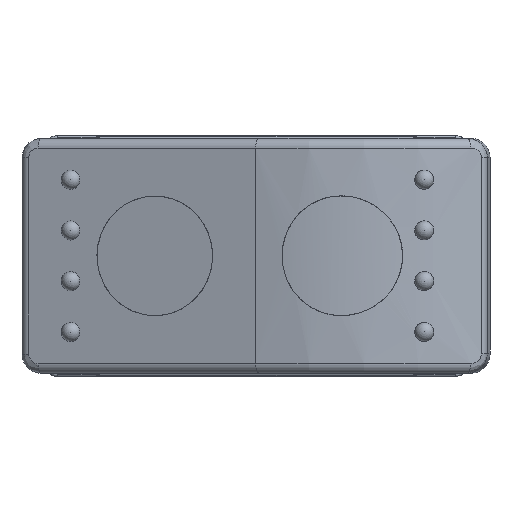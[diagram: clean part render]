
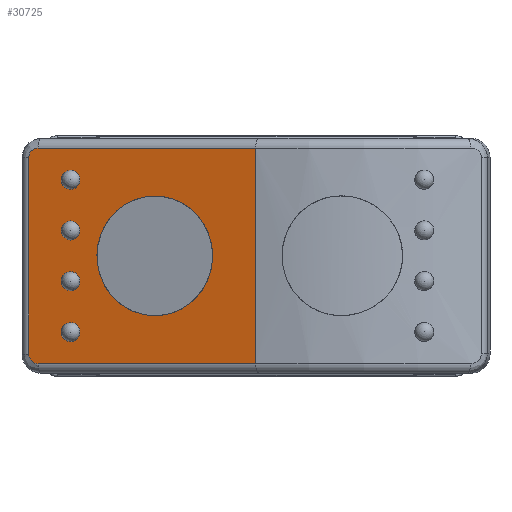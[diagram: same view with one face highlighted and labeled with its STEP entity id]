
A CAD part, top view. The second image highlights one B-rep face of the part: STEP entity #30725.
In plain terms, the highlighted planar face has unit normal (-0.294, 0, 0.956).
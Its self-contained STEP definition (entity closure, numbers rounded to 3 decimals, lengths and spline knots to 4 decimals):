
#235=ELLIPSE('',#32697,0.6313,0.625);
#239=ELLIPSE('',#32750,0.101,0.1);
#242=ELLIPSE('',#32758,0.101,0.1);
#497=FACE_BOUND('',#9918,.T.);
#498=FACE_BOUND('',#9919,.T.);
#499=FACE_BOUND('',#9920,.T.);
#500=FACE_BOUND('',#9921,.T.);
#501=FACE_BOUND('',#9922,.T.);
#743=PLANE('',#32787);
#1895=LINE('',#45531,#4853);
#1919=LINE('',#45787,#4877);
#1921=LINE('',#45823,#4879);
#1922=LINE('',#45825,#4880);
#4853=VECTOR('',#36063,1.);
#4877=VECTOR('',#36181,1.);
#4879=VECTOR('',#36195,1.);
#4880=VECTOR('',#36198,1.);
#8171=FACE_OUTER_BOUND('',#9917,.T.);
#9917=EDGE_LOOP('',(#22346,#22347,#22348,#22349,#22350,#22351));
#9918=EDGE_LOOP('',(#22352));
#9919=EDGE_LOOP('',(#22353));
#9920=EDGE_LOOP('',(#22354));
#9921=EDGE_LOOP('',(#22355));
#9922=EDGE_LOOP('',(#22356));
#11615=CIRCLE('',#32712,0.1);
#11617=CIRCLE('',#32715,0.1);
#11619=CIRCLE('',#32718,0.1);
#11621=CIRCLE('',#32721,0.1);
#13385=VERTEX_POINT('',#45290);
#13401=VERTEX_POINT('',#45528);
#13402=VERTEX_POINT('',#45530);
#13408=VERTEX_POINT('',#45592);
#13410=VERTEX_POINT('',#45597);
#13412=VERTEX_POINT('',#45602);
#13414=VERTEX_POINT('',#45607);
#13438=VERTEX_POINT('',#45777);
#13439=VERTEX_POINT('',#45779);
#13441=VERTEX_POINT('',#45813);
#13443=VERTEX_POINT('',#45817);
#16721=EDGE_CURVE('',#13385,#13385,#235,.T.);
#16739=EDGE_CURVE('',#13401,#13402,#1895,.T.);
#16746=EDGE_CURVE('',#13408,#13408,#11615,.T.);
#16748=EDGE_CURVE('',#13410,#13410,#11617,.T.);
#16750=EDGE_CURVE('',#13412,#13412,#11619,.T.);
#16752=EDGE_CURVE('',#13414,#13414,#11621,.T.);
#16794=EDGE_CURVE('',#13438,#13439,#239,.T.);
#16798=EDGE_CURVE('',#13402,#13438,#1919,.T.);
#16802=EDGE_CURVE('',#13443,#13441,#242,.T.);
#16804=EDGE_CURVE('',#13441,#13401,#1921,.T.);
#16805=EDGE_CURVE('',#13439,#13443,#1922,.T.);
#22346=ORIENTED_EDGE('',*,*,#16794,.F.);
#22347=ORIENTED_EDGE('',*,*,#16798,.F.);
#22348=ORIENTED_EDGE('',*,*,#16739,.F.);
#22349=ORIENTED_EDGE('',*,*,#16804,.F.);
#22350=ORIENTED_EDGE('',*,*,#16802,.F.);
#22351=ORIENTED_EDGE('',*,*,#16805,.F.);
#22352=ORIENTED_EDGE('',*,*,#16721,.T.);
#22353=ORIENTED_EDGE('',*,*,#16746,.T.);
#22354=ORIENTED_EDGE('',*,*,#16752,.T.);
#22355=ORIENTED_EDGE('',*,*,#16750,.T.);
#22356=ORIENTED_EDGE('',*,*,#16748,.T.);
#30725=ADVANCED_FACE('',(#8171,#497,#498,#499,#500,#501),#743,.T.);
#32697=AXIS2_PLACEMENT_3D('',#45291,#36039,#36040);
#32712=AXIS2_PLACEMENT_3D('',#45593,#36073,#36074);
#32715=AXIS2_PLACEMENT_3D('',#45598,#36079,#36080);
#32718=AXIS2_PLACEMENT_3D('',#45603,#36085,#36086);
#32721=AXIS2_PLACEMENT_3D('',#45608,#36091,#36092);
#32750=AXIS2_PLACEMENT_3D('',#45780,#36170,#36171);
#32758=AXIS2_PLACEMENT_3D('',#45819,#36188,#36189);
#32787=AXIS2_PLACEMENT_3D('',#45876,#36264,#36265);
#36039=DIRECTION('center_axis',(0.295,0.,
-0.956));
#36040=DIRECTION('ref_axis',(0.956,0.,0.295));
#36063=DIRECTION('',(0.,-1.,0.));
#36073=DIRECTION('center_axis',(0.295,0.,
-0.956));
#36074=DIRECTION('ref_axis',(-0.956,0.,-0.295));
#36079=DIRECTION('center_axis',(0.295,0.,
-0.956));
#36080=DIRECTION('ref_axis',(-0.956,0.,-0.295));
#36085=DIRECTION('center_axis',(0.295,0.,
-0.956));
#36086=DIRECTION('ref_axis',(-0.956,0.,-0.295));
#36091=DIRECTION('center_axis',(0.295,0.,
-0.956));
#36092=DIRECTION('ref_axis',(-0.956,0.,-0.295));
#36170=DIRECTION('center_axis',(0.295,0.,
-0.956));
#36171=DIRECTION('ref_axis',(-0.956,0.,-0.295));
#36181=DIRECTION('',(-0.956,0.,-0.295));
#36188=DIRECTION('center_axis',(0.295,0.,
-0.956));
#36189=DIRECTION('ref_axis',(-0.956,0.,-0.295));
#36195=DIRECTION('',(0.956,0.,0.295));
#36198=DIRECTION('',(0.,1.,0.));
#36264=DIRECTION('center_axis',(-0.295,0.,
0.956));
#36265=DIRECTION('ref_axis',(0.,-1.,0.));
#45290=CARTESIAN_POINT('',(-1.6641,0.,3.669));
#45291=CARTESIAN_POINT('Origin',(-1.0608,0.,
3.855));
#45528=CARTESIAN_POINT('',(-0.0082,1.125,4.1794));
#45530=CARTESIAN_POINT('',(-0.0082,-1.125,4.1794));
#45531=CARTESIAN_POINT('',(-0.0082,0.,4.1794));
#45592=CARTESIAN_POINT('',(-2.034,0.795,3.555));
#45593=CARTESIAN_POINT('Origin',(-1.9385,0.795,3.5844));
#45597=CARTESIAN_POINT('',(-2.034,-0.795,3.555));
#45598=CARTESIAN_POINT('Origin',(-1.9385,-0.795,3.5844));
#45602=CARTESIAN_POINT('',(-2.034,-0.265,3.555));
#45603=CARTESIAN_POINT('Origin',(-1.9385,-0.265,3.5844));
#45607=CARTESIAN_POINT('',(-2.034,0.265,3.555));
#45608=CARTESIAN_POINT('Origin',(-1.9385,0.265,3.5844));
#45777=CARTESIAN_POINT('',(-2.2811,-1.125,3.4788));
#45779=CARTESIAN_POINT('',(-2.3776,-1.025,3.4491));
#45780=CARTESIAN_POINT('Origin',(-2.2811,-1.025,3.4788));
#45787=CARTESIAN_POINT('',(-1.3212,-1.125,3.7747));
#45813=CARTESIAN_POINT('',(-2.2811,1.125,3.4788));
#45817=CARTESIAN_POINT('',(-2.3776,1.025,3.4491));
#45819=CARTESIAN_POINT('Origin',(-2.2811,1.025,3.4788));
#45823=CARTESIAN_POINT('',(-1.3212,1.125,3.7747));
#45825=CARTESIAN_POINT('',(-2.3776,0.,3.4491));
#45876=CARTESIAN_POINT('Origin',(-2.4605,0.,
3.4235));
